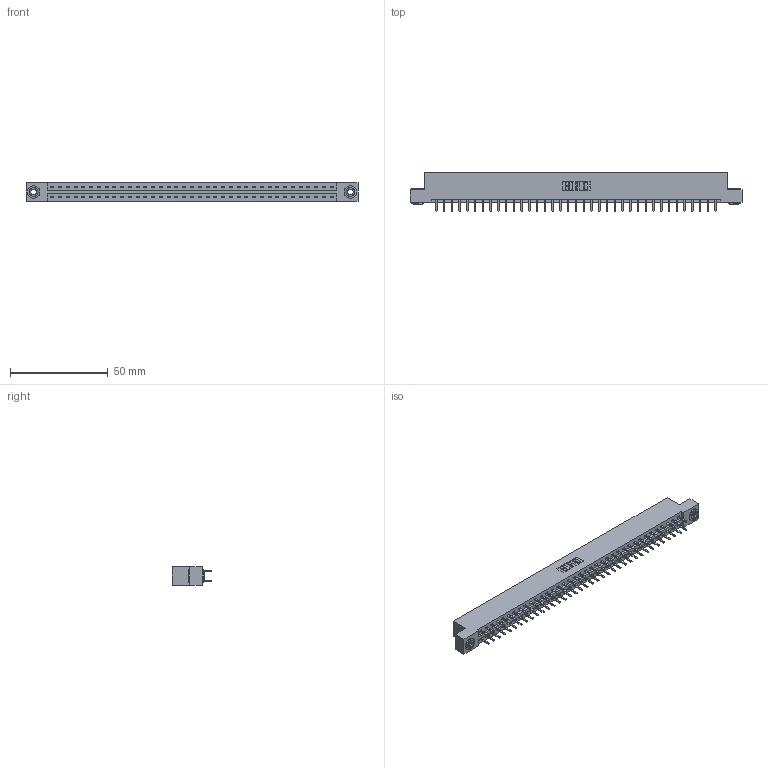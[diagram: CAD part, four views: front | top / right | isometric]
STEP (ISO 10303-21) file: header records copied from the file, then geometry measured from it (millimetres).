
FILE_DESCRIPTION (( 'STEP AP203' ), '1' );
FILE_NAME ('337-074-520-203.STEP', '2018-08-11T16:26:25', ( '' ), ( '' ), 'SwSTEP 2.0', 'SolidWorks 2016', '' );
FILE_SCHEMA (( 'CONFIG_CONTROL_DESIGN' ));
Length unit declared in the file: inch
Products named in the file (4): 337 Part_Flush Mounting Lugs - 0.156 Dia-TH; 345-292-001_345-293-120; 345-250-002_345-250-002-102; 337-074-520-203
Assembly tree (77 placements, depth 2):
  337-074-520-203
    337 Part_Flush Mounting Lugs - 0.156 Dia-TH
    345-292-001_345-293-120  x74
    345-250-002_345-250-002-102  x2
Bounding box: 169.62 x 20.02 x 9.4 mm (x, y, z)
Volume: 17796.3 mm3; surface area: 20201.8 mm2
Topology: 77 solids, 77 shells, 4444 faces, 12893 edges, 8394 vertices
Faces by surface type: plane 3040, cylinder 1396, cone 8
Entity records: 30098 total; most frequent: CARTESIAN_POINT 5061, ORIENTED_EDGE 4978, DIRECTION 4335, EDGE_CURVE 2489, VECTOR 2333, LINE 2333, VERTEX_POINT 1654, AXIS2_PLACEMENT_3D 1001
